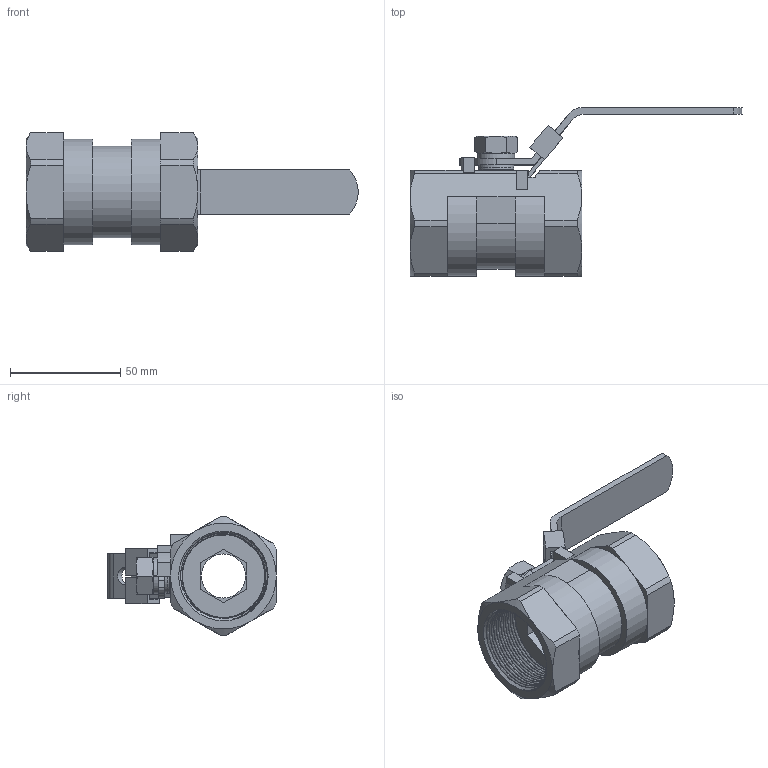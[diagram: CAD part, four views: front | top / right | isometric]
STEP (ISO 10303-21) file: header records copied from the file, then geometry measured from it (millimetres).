
FILE_DESCRIPTION(/* description */ ('Unknown'),/* implementation_level */ '2;1');
FILE_NAME(/* name */ 'R-590 DN32',/* time_stamp */ '2020-09-14T17:31:32+08:00',/* author */ ('Unknown'),/* organization */ ('Unknown'),/* preprocessor_version */ 'ST-DEVELOPER v16.7',/* originating_system */ 'DEX',/* authorisation */ $);
FILE_SCHEMA (('AUTOMOTIVE_DESIGN {1 0 10303 214 3 1 1}'));
Length unit declared in the file: millimetre
Products named in the file (2): R-590 DN32; DN32
Assembly tree (1 placements, depth 2):
  R-590 DN32
    DN32
Bounding box: 150.6 x 76.5 x 53.79 mm (x, y, z)
Volume: 96509.2 mm3; surface area: 50231.7 mm2
Topology: 10 solids, 10 shells, 249 faces, 807 edges, 584 vertices
Faces by surface type: plane 114, cylinder 59, bspline 40, cone 36
Full cylindrical faces by diameter (mm): 8 x1, 10 x1, 10.1 x2, 10.2 x1, 15.4 x1, 16 x3, 20 x2, 36.4 x1, 37 x1
Entity records: 24721 total; most frequent: CARTESIAN_POINT 18364, ORIENTED_EDGE 1570, DIRECTION 1003, EDGE_CURVE 785, VERTEX_POINT 582, AXIS2_PLACEMENT_3D 364, EDGE_LOOP 285, FACE_BOUND 285
